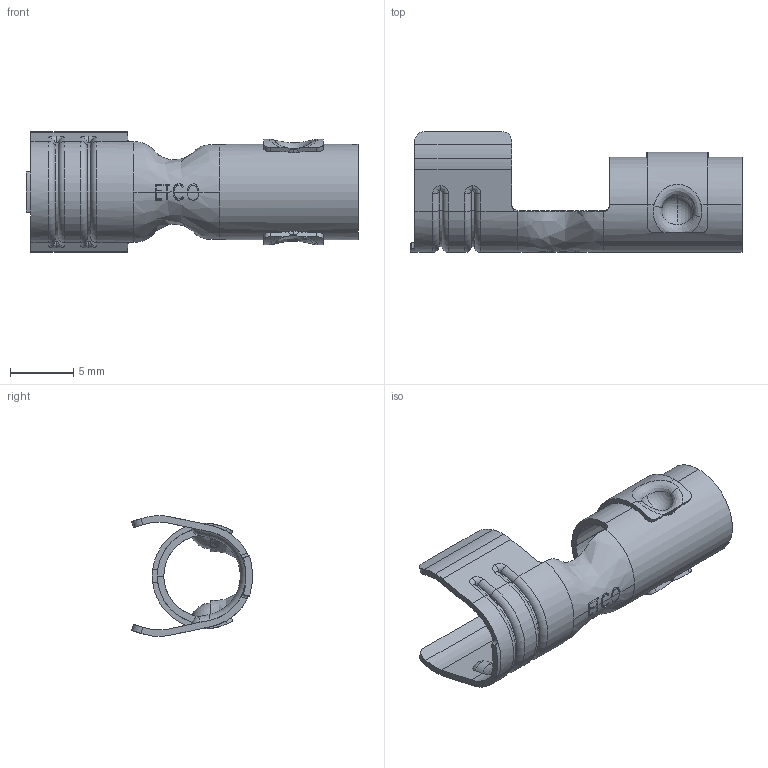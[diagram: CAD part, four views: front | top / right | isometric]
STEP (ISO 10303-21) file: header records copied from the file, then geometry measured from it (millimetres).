
FILE_DESCRIPTION (( 'STEP AP203' ), '1' );
FILE_NAME ('SP10.STEP', '2019-11-05T15:47:42', ( 'tempuser' ), ( 'Microsoft' ), 'SwSTEP 2.0', 'SolidWorks 2019', '' );
FILE_SCHEMA (( 'CONFIG_CONTROL_DESIGN' ));
Length unit declared in the file: inch
Products named in the file (3): SP10_SP10 without carrier; SCA4 expanded for mating_SCA4-B; SP10
Assembly tree (2 placements, depth 2):
  SP10
    SP10_SP10 without carrier
    SCA4 expanded for mating_SCA4-B
Bounding box: 26.16 x 9.53 x 9.52 mm (x, y, z)
Volume: 276.7 mm3; surface area: 1211.8 mm2
Topology: 2 solids, 2 shells, 232 faces, 644 edges, 412 vertices
Faces by surface type: bspline 94, cylinder 62, plane 48, torus 16, sphere 8, cone 4
Entity records: 13105 total; most frequent: CARTESIAN_POINT 7754, ORIENTED_EDGE 1288, DIRECTION 727, EDGE_CURVE 644, VERTEX_POINT 412, B_SPLINE_CURVE_WITH_KNOTS 310, AXIS2_PLACEMENT_3D 278, ADVANCED_FACE 232
